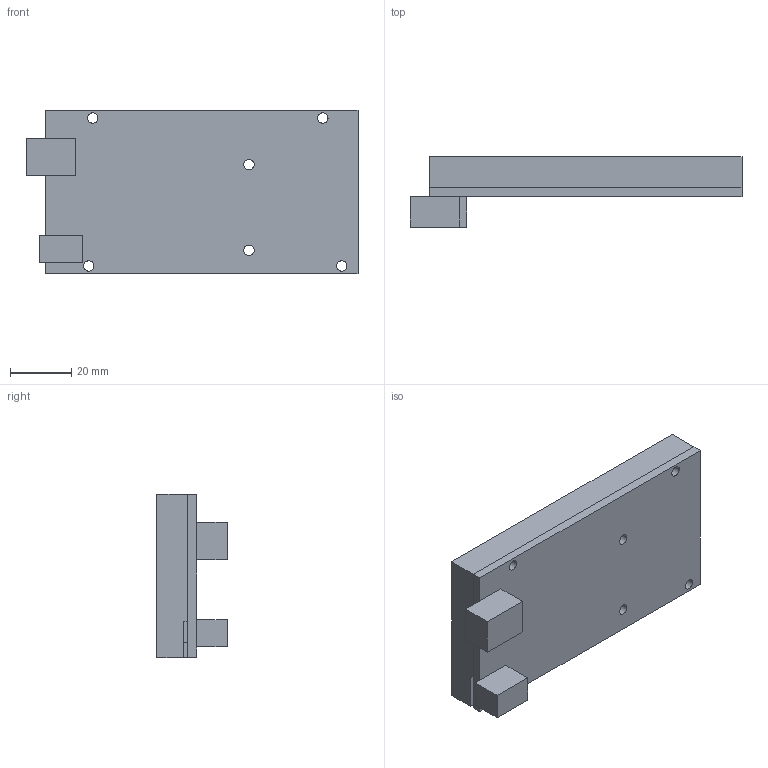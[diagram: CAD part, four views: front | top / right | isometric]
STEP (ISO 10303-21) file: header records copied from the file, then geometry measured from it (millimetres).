
FILE_DESCRIPTION((''),'2;1');
FILE_NAME('FOUNDATION_ARDUINO_MEGA_ASM','2020-12-28T19:16:27',('TINH LE'),(''),'CREO PARAMETRIC BY PTC INC, 2020154','CREO PARAMETRIC BY PTC INC, 2020154','');
FILE_SCHEMA(('CONFIG_CONTROL_DESIGN'));
Length unit declared in the file: millimetre
Products named in the file (3): FOUNDATION; ARDUINO_MEGA; FOUNDATION_ARDUINO_MEGA_ASM
Assembly tree (2 placements, depth 2):
  FOUNDATION_ARDUINO_MEGA_ASM
    FOUNDATION
    ARDUINO_MEGA
Bounding box: 108.29 x 23 x 53.4 mm (x, y, z)
Volume: 45383.5 mm3; surface area: 25175.5 mm2
Topology: 2 solids, 2 shells, 64 faces, 175 edges, 115 vertices
Faces by surface type: plane 40, cylinder 24
Entity records: 2167 total; most frequent: DIRECTION 361, CARTESIAN_POINT 359, ORIENTED_EDGE 350, EDGE_CURVE 175, VECTOR 127, LINE 127, AXIS2_PLACEMENT_3D 117, VERTEX_POINT 115
